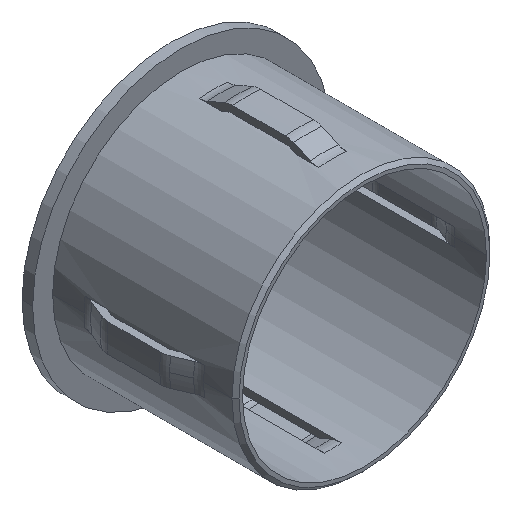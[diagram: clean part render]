
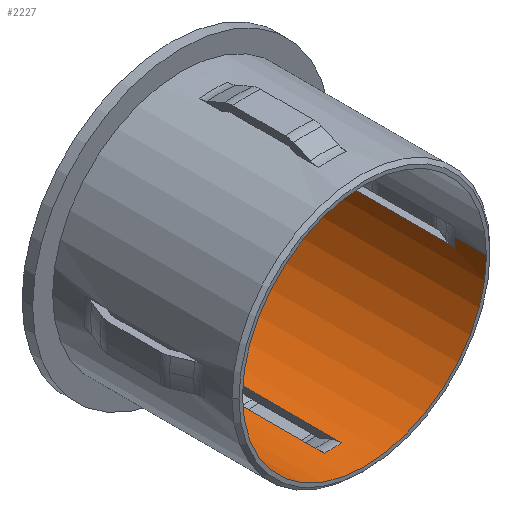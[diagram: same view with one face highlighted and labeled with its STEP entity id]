
A CAD part, isometric view. The second image highlights one B-rep face of the part: STEP entity #2227.
In plain terms, the highlighted cylindrical face has radius 17.35 mm (diameter 34.7 mm), a partial arc.
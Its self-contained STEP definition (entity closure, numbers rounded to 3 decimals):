
#23 = CARTESIAN_POINT ( 'NONE',  ( -1.25, 4.5, -17.305 ) ) ;
#170 = CARTESIAN_POINT ( 'NONE',  ( -17.305, 21.5, -1.25 ) ) ;
#289 = CIRCLE ( 'NONE', #2963, 17.35 ) ;
#558 = CARTESIAN_POINT ( 'NONE',  ( 1.25, 21.5, -17.305 ) ) ;
#565 = LINE ( 'NONE', #13230, #5968 ) ;
#693 = ORIENTED_EDGE ( 'NONE', *, *, #13649, .T. ) ;
#731 = EDGE_LOOP ( 'NONE', ( #3848, #9983, #693, #12606 ) ) ;
#1082 = CARTESIAN_POINT ( 'NONE',  ( 17.305, 50.123, -1.25 ) ) ;
#1292 = AXIS2_PLACEMENT_3D ( 'NONE', #1359, #13342, #14589 ) ;
#1359 = CARTESIAN_POINT ( 'NONE',  ( 0., 0., 0. ) ) ;
#1360 = CARTESIAN_POINT ( 'NONE',  ( 17.35, 26.661, 0. ) ) ;
#1442 = VECTOR ( 'NONE', #5685, 1000. ) ;
#1666 = DIRECTION ( 'NONE',  ( 0., -1., 0. ) ) ;
#1710 = VERTEX_POINT ( 'NONE', #13150 ) ;
#2227 = ADVANCED_FACE ( 'NONE', ( #10660, #5948 ), #2789, .F. ) ;
#2314 = CIRCLE ( 'NONE', #1292, 17.35 ) ;
#2379 = VERTEX_POINT ( 'NONE', #170 ) ;
#2447 = VECTOR ( 'NONE', #12062, 1000. ) ;
#2573 = DIRECTION ( 'NONE',  ( 1., 0., 0. ) ) ;
#2765 = EDGE_CURVE ( 'NONE', #3496, #8466, #7433, .T. ) ;
#2789 = CYLINDRICAL_SURFACE ( 'NONE', #7493, 17.35 ) ;
#2884 = VECTOR ( 'NONE', #7251, 1000. ) ;
#2955 = EDGE_LOOP ( 'NONE', ( #9090, #14639, #8878, #15064, #10934, #4519, #5705, #9667, #7712, #4768, #9741, #15360 ) ) ;
#2963 = AXIS2_PLACEMENT_3D ( 'NONE', #5805, #4666, #13112 ) ;
#3120 = EDGE_CURVE ( 'NONE', #11731, #6763, #4601, .T. ) ;
#3468 = VECTOR ( 'NONE', #6391, 1000. ) ;
#3496 = VERTEX_POINT ( 'NONE', #23 ) ;
#3506 = CARTESIAN_POINT ( 'NONE',  ( 1.25, 50.123, -17.305 ) ) ;
#3519 = CARTESIAN_POINT ( 'NONE',  ( 17.35, 4.5, 0. ) ) ;
#3559 = LINE ( 'NONE', #9844, #12361 ) ;
#3640 = CARTESIAN_POINT ( 'NONE',  ( -17.35, 32., 0. ) ) ;
#3668 = DIRECTION ( 'NONE',  ( 0., -1., 0. ) ) ;
#3848 = ORIENTED_EDGE ( 'NONE', *, *, #2765, .F. ) ;
#3875 = DIRECTION ( 'NONE',  ( 0., -1., 0. ) ) ;
#4007 = DIRECTION ( 'NONE',  ( 1., 0., 0. ) ) ;
#4113 = AXIS2_PLACEMENT_3D ( 'NONE', #8393, #8356, #5918 ) ;
#4331 = VERTEX_POINT ( 'NONE', #558 ) ;
#4353 = CARTESIAN_POINT ( 'NONE',  ( 0., 32., 0. ) ) ;
#4415 = DIRECTION ( 'NONE',  ( 1., 0., 0. ) ) ;
#4519 = ORIENTED_EDGE ( 'NONE', *, *, #8354, .T. ) ;
#4601 = LINE ( 'NONE', #8176, #1442 ) ;
#4661 = VERTEX_POINT ( 'NONE', #10605 ) ;
#4666 = DIRECTION ( 'NONE',  ( 0., -1., 0. ) ) ;
#4741 = LINE ( 'NONE', #3640, #9810 ) ;
#4768 = ORIENTED_EDGE ( 'NONE', *, *, #6448, .F. ) ;
#4875 = DIRECTION ( 'NONE',  ( 0., -1., 0. ) ) ;
#4927 = CARTESIAN_POINT ( 'NONE',  ( 17.305, 21.5, -1.25 ) ) ;
#4946 = CARTESIAN_POINT ( 'NONE',  ( 17.35, 32., 0. ) ) ;
#5222 = CARTESIAN_POINT ( 'NONE',  ( -17.305, 50.123, -1.25 ) ) ;
#5501 = CIRCLE ( 'NONE', #12185, 17.35 ) ;
#5555 = VERTEX_POINT ( 'NONE', #1360 ) ;
#5682 = LINE ( 'NONE', #3506, #14897 ) ;
#5685 = DIRECTION ( 'NONE',  ( 0., -1., 0. ) ) ;
#5705 = ORIENTED_EDGE ( 'NONE', *, *, #11055, .T. ) ;
#5805 = CARTESIAN_POINT ( 'NONE',  ( 0., 26.661, 0. ) ) ;
#5918 = DIRECTION ( 'NONE',  ( 1., 0., 0. ) ) ;
#5948 = FACE_OUTER_BOUND ( 'NONE', #2955, .T. ) ;
#5968 = VECTOR ( 'NONE', #10879, 1000. ) ;
#6003 = EDGE_CURVE ( 'NONE', #12074, #1710, #11510, .T. ) ;
#6005 = CARTESIAN_POINT ( 'NONE',  ( 0., 21.5, 0. ) ) ;
#6036 = LINE ( 'NONE', #5222, #3468 ) ;
#6391 = DIRECTION ( 'NONE',  ( 0., -1., 0. ) ) ;
#6435 = CIRCLE ( 'NONE', #8972, 17.35 ) ;
#6448 = EDGE_CURVE ( 'NONE', #7957, #8837, #14432, .T. ) ;
#6626 = VERTEX_POINT ( 'NONE', #14551 ) ;
#6763 = VERTEX_POINT ( 'NONE', #11844 ) ;
#7220 = DIRECTION ( 'NONE',  ( 0., -1., 0. ) ) ;
#7251 = DIRECTION ( 'NONE',  ( 0., -1., 0. ) ) ;
#7341 = DIRECTION ( 'NONE',  ( 1., 0., 0. ) ) ;
#7433 = CIRCLE ( 'NONE', #14153, 17.35 ) ;
#7493 = AXIS2_PLACEMENT_3D ( 'NONE', #4353, #11615, #4415 ) ;
#7502 = EDGE_CURVE ( 'NONE', #6763, #2379, #5501, .T. ) ;
#7506 = CARTESIAN_POINT ( 'NONE',  ( -17.35, 4.5, 0. ) ) ;
#7568 = CARTESIAN_POINT ( 'NONE',  ( 0., 21.5, 0. ) ) ;
#7712 = ORIENTED_EDGE ( 'NONE', *, *, #14114, .F. ) ;
#7717 = DIRECTION ( 'NONE',  ( 0., -1., 0. ) ) ;
#7918 = AXIS2_PLACEMENT_3D ( 'NONE', #8524, #3668, #7341 ) ;
#7957 = VERTEX_POINT ( 'NONE', #4927 ) ;
#8176 = CARTESIAN_POINT ( 'NONE',  ( -17.35, 32., 0. ) ) ;
#8242 = EDGE_CURVE ( 'NONE', #11731, #5555, #289, .T. ) ;
#8354 = EDGE_CURVE ( 'NONE', #12074, #14406, #4741, .T. ) ;
#8356 = DIRECTION ( 'NONE',  ( 0., -1., 0. ) ) ;
#8393 = CARTESIAN_POINT ( 'NONE',  ( 0., 4.5, 0. ) ) ;
#8466 = VERTEX_POINT ( 'NONE', #8747 ) ;
#8524 = CARTESIAN_POINT ( 'NONE',  ( 0., 4.5, 0. ) ) ;
#8563 = DIRECTION ( 'NONE',  ( 1., 0., 0. ) ) ;
#8747 = CARTESIAN_POINT ( 'NONE',  ( 1.25, 4.5, -17.305 ) ) ;
#8837 = VERTEX_POINT ( 'NONE', #9630 ) ;
#8875 = LINE ( 'NONE', #4946, #2884 ) ;
#8878 = ORIENTED_EDGE ( 'NONE', *, *, #7502, .T. ) ;
#8924 = EDGE_CURVE ( 'NONE', #7957, #6626, #6435, .T. ) ;
#8972 = AXIS2_PLACEMENT_3D ( 'NONE', #15069, #7717, #10178 ) ;
#9090 = ORIENTED_EDGE ( 'NONE', *, *, #8242, .F. ) ;
#9147 = EDGE_CURVE ( 'NONE', #4331, #8466, #5682, .T. ) ;
#9388 = EDGE_CURVE ( 'NONE', #5555, #6626, #8875, .T. ) ;
#9630 = CARTESIAN_POINT ( 'NONE',  ( 17.305, 4.5, -1.25 ) ) ;
#9667 = ORIENTED_EDGE ( 'NONE', *, *, #14526, .F. ) ;
#9741 = ORIENTED_EDGE ( 'NONE', *, *, #8924, .T. ) ;
#9779 = CARTESIAN_POINT ( 'NONE',  ( -17.35, 26.661, 0. ) ) ;
#9810 = VECTOR ( 'NONE', #7220, 1000. ) ;
#9844 = CARTESIAN_POINT ( 'NONE',  ( -1.25, 50.123, -17.305 ) ) ;
#9925 = EDGE_CURVE ( 'NONE', #2379, #1710, #6036, .T. ) ;
#9983 = ORIENTED_EDGE ( 'NONE', *, *, #14983, .F. ) ;
#10178 = DIRECTION ( 'NONE',  ( 1., 0., 0. ) ) ;
#10400 = VERTEX_POINT ( 'NONE', #15355 ) ;
#10605 = CARTESIAN_POINT ( 'NONE',  ( -1.25, 21.5, -17.305 ) ) ;
#10660 = FACE_BOUND ( 'NONE', #731, .T. ) ;
#10861 = DIRECTION ( 'NONE',  ( 0., -1., 0. ) ) ;
#10879 = DIRECTION ( 'NONE',  ( 0., -1., 0. ) ) ;
#10934 = ORIENTED_EDGE ( 'NONE', *, *, #6003, .F. ) ;
#11055 = EDGE_CURVE ( 'NONE', #14406, #10400, #2314, .T. ) ;
#11441 = CIRCLE ( 'NONE', #13063, 17.35 ) ;
#11510 = CIRCLE ( 'NONE', #4113, 17.35 ) ;
#11615 = DIRECTION ( 'NONE',  ( 0., -1., 0. ) ) ;
#11617 = CARTESIAN_POINT ( 'NONE',  ( -17.35, 0., 0. ) ) ;
#11731 = VERTEX_POINT ( 'NONE', #9779 ) ;
#11844 = CARTESIAN_POINT ( 'NONE',  ( -17.35, 21.5, 0. ) ) ;
#12062 = DIRECTION ( 'NONE',  ( 0., -1., 0. ) ) ;
#12074 = VERTEX_POINT ( 'NONE', #7506 ) ;
#12185 = AXIS2_PLACEMENT_3D ( 'NONE', #7568, #1666, #4007 ) ;
#12280 = DIRECTION ( 'NONE',  ( 0., -1., 0. ) ) ;
#12361 = VECTOR ( 'NONE', #3875, 1000. ) ;
#12606 = ORIENTED_EDGE ( 'NONE', *, *, #9147, .T. ) ;
#13063 = AXIS2_PLACEMENT_3D ( 'NONE', #6005, #10861, #2573 ) ;
#13112 = DIRECTION ( 'NONE',  ( 1., 0., 0. ) ) ;
#13150 = CARTESIAN_POINT ( 'NONE',  ( -17.305, 4.5, -1.25 ) ) ;
#13230 = CARTESIAN_POINT ( 'NONE',  ( 17.35, 32., 0. ) ) ;
#13342 = DIRECTION ( 'NONE',  ( 0., -1., 0. ) ) ;
#13649 = EDGE_CURVE ( 'NONE', #4661, #4331, #11441, .T. ) ;
#13687 = CIRCLE ( 'NONE', #7918, 17.35 ) ;
#14114 = EDGE_CURVE ( 'NONE', #8837, #15138, #13687, .T. ) ;
#14153 = AXIS2_PLACEMENT_3D ( 'NONE', #14382, #4875, #8563 ) ;
#14382 = CARTESIAN_POINT ( 'NONE',  ( 0., 4.5, 0. ) ) ;
#14406 = VERTEX_POINT ( 'NONE', #11617 ) ;
#14432 = LINE ( 'NONE', #1082, #2447 ) ;
#14526 = EDGE_CURVE ( 'NONE', #15138, #10400, #565, .T. ) ;
#14551 = CARTESIAN_POINT ( 'NONE',  ( 17.35, 21.5, 0. ) ) ;
#14589 = DIRECTION ( 'NONE',  ( 1., 0., 0. ) ) ;
#14639 = ORIENTED_EDGE ( 'NONE', *, *, #3120, .T. ) ;
#14897 = VECTOR ( 'NONE', #12280, 1000. ) ;
#14983 = EDGE_CURVE ( 'NONE', #4661, #3496, #3559, .T. ) ;
#15064 = ORIENTED_EDGE ( 'NONE', *, *, #9925, .T. ) ;
#15069 = CARTESIAN_POINT ( 'NONE',  ( 0., 21.5, 0. ) ) ;
#15138 = VERTEX_POINT ( 'NONE', #3519 ) ;
#15355 = CARTESIAN_POINT ( 'NONE',  ( 17.35, 0., 0. ) ) ;
#15360 = ORIENTED_EDGE ( 'NONE', *, *, #9388, .F. ) ;
